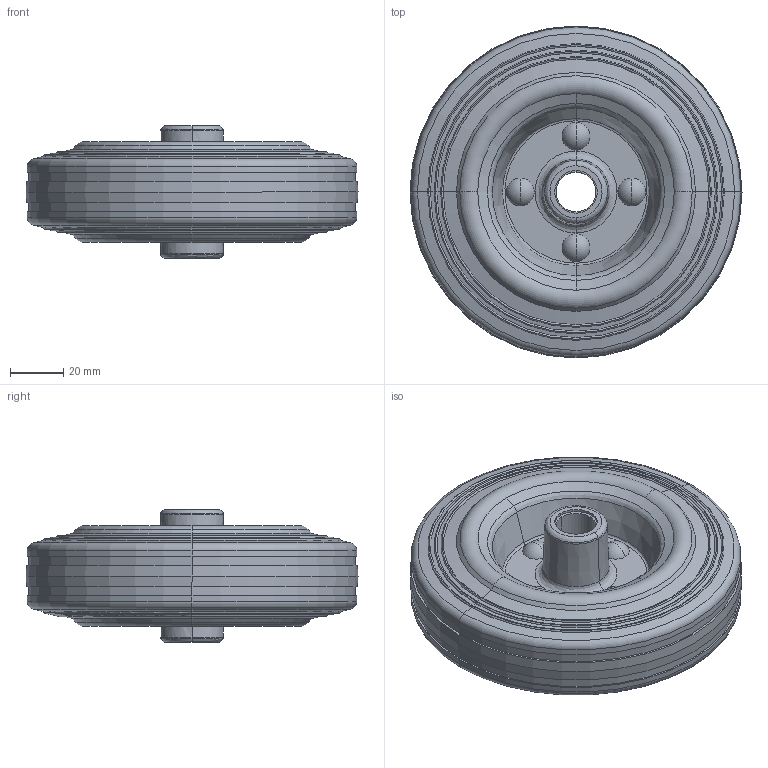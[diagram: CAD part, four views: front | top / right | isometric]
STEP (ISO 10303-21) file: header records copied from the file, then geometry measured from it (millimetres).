
FILE_DESCRIPTION (( 'STEP AP214' ), '1' );
FILE_NAME ('0013163_SGS-125-38-50-R15-EC.STEP', '2016-07-06T08:07:12', ( '' ), ( '' ), 'SwSTEP 2.0', 'SolidWorks 2016', '' );
FILE_SCHEMA (( 'AUTOMOTIVE_DESIGN' ));
Length unit declared in the file: millimetre
Products named in the file (1): 0013163_SGS-125-38-50-R15-EC
Bounding box: 125 x 125 x 50 mm (x, y, z)
Surface area: 47577.2 mm2 (no closed solid volume)
Topology: 0 solids, 13 shells, 158 faces, 380 edges, 222 vertices
Faces by surface type: cone 56, torus 54, bspline 24, cylinder 14, plane 10
Entity records: 6677 total; most frequent: CARTESIAN_POINT 1357, DIRECTION 838, ORIENTED_EDGE 670, AXIS2_PLACEMENT_3D 385, EDGE_CURVE 364, CIRCLE 250, VERTEX_POINT 222, EDGE_LOOP 176
